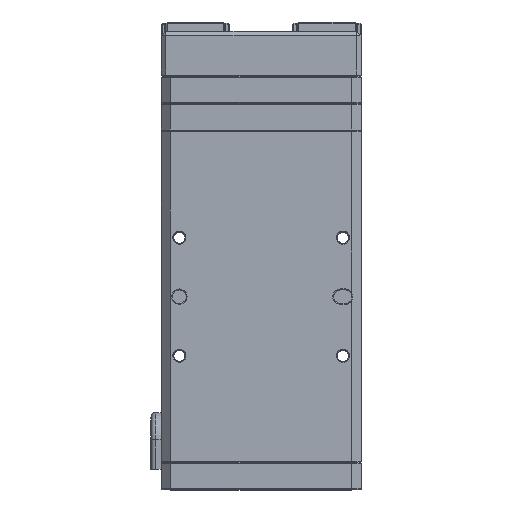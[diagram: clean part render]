
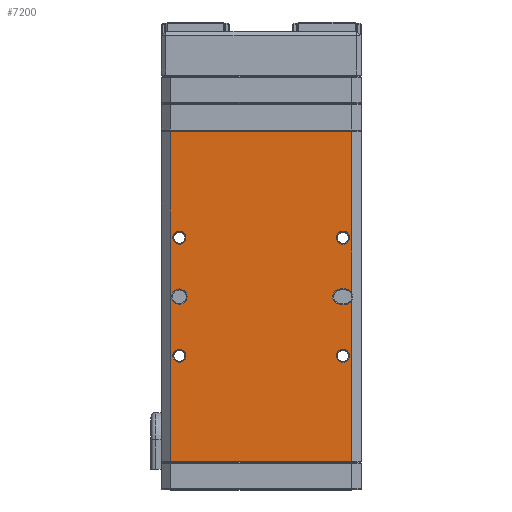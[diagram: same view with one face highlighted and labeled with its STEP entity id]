
A CAD part, top view. The second image highlights one B-rep face of the part: STEP entity #7200.
In plain terms, the highlighted planar face has unit normal (0, 0, 1).
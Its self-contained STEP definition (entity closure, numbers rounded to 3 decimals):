
#71 = CARTESIAN_POINT ( 'NONE',  ( -19.45, -13., 17. ) ) ;
#709 = DIRECTION ( 'NONE',  ( 0., 0., -1. ) ) ;
#744 = EDGE_CURVE ( 'NONE', #19490, #2848, #14076, .T. ) ;
#751 = CARTESIAN_POINT ( 'NONE',  ( 17.5, -1.7, 17. ) ) ;
#977 = DIRECTION ( 'NONE',  ( -1., 0., 0. ) ) ;
#978 = DIRECTION ( 'NONE',  ( 0., 0., -1. ) ) ;
#1015 = FACE_BOUND ( 'NONE', #18132, .T. ) ;
#1187 = VERTEX_POINT ( 'NONE', #16561 ) ;
#1220 = VERTEX_POINT ( 'NONE', #6489 ) ;
#1459 = ORIENTED_EDGE ( 'NONE', *, *, #5523, .T. ) ;
#1724 = VERTEX_POINT ( 'NONE', #21229 ) ;
#1846 = AXIS2_PLACEMENT_3D ( 'NONE', #10882, #978, #12533 ) ;
#2042 = CARTESIAN_POINT ( 'NONE',  ( 17.5, 1.7, 17. ) ) ;
#2188 = CARTESIAN_POINT ( 'NONE',  ( 20., -36.3, 17. ) ) ;
#2482 = CARTESIAN_POINT ( 'NONE',  ( -20., -36.3, 17. ) ) ;
#2525 = VERTEX_POINT ( 'NONE', #71 ) ;
#2573 = LINE ( 'NONE', #19638, #19128 ) ;
#2623 = CARTESIAN_POINT ( 'NONE',  ( -22., 1.7, 17. ) ) ;
#2653 = DIRECTION ( 'NONE',  ( 0., 1., 0. ) ) ;
#2794 = CARTESIAN_POINT ( 'NONE',  ( -22., 36.5, 17. ) ) ;
#2848 = VERTEX_POINT ( 'NONE', #2042 ) ;
#3115 = ORIENTED_EDGE ( 'NONE', *, *, #5899, .T. ) ;
#3207 = CARTESIAN_POINT ( 'NONE',  ( 20., 0.8, 17. ) ) ;
#3787 = CARTESIAN_POINT ( 'NONE',  ( -18., 0., 17. ) ) ;
#3794 = CIRCLE ( 'NONE', #7524, 1.7 ) ;
#3823 = LINE ( 'NONE', #4366, #15959 ) ;
#4139 = ORIENTED_EDGE ( 'NONE', *, *, #10101, .T. ) ;
#4191 = DIRECTION ( 'NONE',  ( 0., 0., -1. ) ) ;
#4366 = CARTESIAN_POINT ( 'NONE',  ( -22., -1.7, 17. ) ) ;
#4526 = DIRECTION ( 'NONE',  ( 0., 0., -1. ) ) ;
#4636 = VECTOR ( 'NONE', #2653, 1000. ) ;
#4780 = CARTESIAN_POINT ( 'NONE',  ( -22., -36.3, 17. ) ) ;
#4874 = FACE_BOUND ( 'NONE', #16236, .T. ) ;
#5072 = VERTEX_POINT ( 'NONE', #16975 ) ;
#5320 = VECTOR ( 'NONE', #19316, 1000. ) ;
#5453 = DIRECTION ( 'NONE',  ( -1., 0., 0. ) ) ;
#5523 = EDGE_CURVE ( 'NONE', #14864, #1724, #2573, .T. ) ;
#5899 = EDGE_CURVE ( 'NONE', #19407, #5072, #12917, .T. ) ;
#5937 = CARTESIAN_POINT ( 'NONE',  ( -18., -13., 17. ) ) ;
#5955 = ORIENTED_EDGE ( 'NONE', *, *, #9604, .T. ) ;
#6150 = EDGE_CURVE ( 'NONE', #9090, #14864, #9800, .T. ) ;
#6400 = AXIS2_PLACEMENT_3D ( 'NONE', #3787, #15352, #5453 ) ;
#6483 = EDGE_LOOP ( 'NONE', ( #16805 ) ) ;
#6489 = CARTESIAN_POINT ( 'NONE',  ( 16.55, 13., 17. ) ) ;
#6901 = AXIS2_PLACEMENT_3D ( 'NONE', #10594, #709, #12261 ) ;
#7011 = AXIS2_PLACEMENT_3D ( 'NONE', #17233, #7328, #18897 ) ;
#7200 = ADVANCED_FACE ( 'NONE', ( #13687, #4874, #1015, #17561, #9284, #13157 ), #14425, .F. ) ;
#7328 = DIRECTION ( 'NONE',  ( 0., 0., -1. ) ) ;
#7388 = CARTESIAN_POINT ( 'NONE',  ( 18.5, -1.7, 17. ) ) ;
#7442 = VERTEX_POINT ( 'NONE', #16553 ) ;
#7524 = AXIS2_PLACEMENT_3D ( 'NONE', #14102, #4191, #15738 ) ;
#7565 = CARTESIAN_POINT ( 'NONE',  ( 17.5, 0., 17. ) ) ;
#7597 = DIRECTION ( 'NONE',  ( -1., 0., 0. ) ) ;
#7802 = EDGE_CURVE ( 'NONE', #1187, #9090, #16491, .T. ) ;
#8262 = CARTESIAN_POINT ( 'NONE',  ( 20., 36.3, 17. ) ) ;
#8754 = EDGE_CURVE ( 'NONE', #5072, #11781, #3794, .T. ) ;
#9048 = ORIENTED_EDGE ( 'NONE', *, *, #8754, .T. ) ;
#9090 = VERTEX_POINT ( 'NONE', #3207 ) ;
#9224 = DIRECTION ( 'NONE',  ( -1., 0., 0. ) ) ;
#9241 = VERTEX_POINT ( 'NONE', #15031 ) ;
#9284 = FACE_BOUND ( 'NONE', #11764, .T. ) ;
#9399 = AXIS2_PLACEMENT_3D ( 'NONE', #20775, #10880, #977 ) ;
#9405 = CARTESIAN_POINT ( 'NONE',  ( -20., 36.5, 17. ) ) ;
#9547 = EDGE_CURVE ( 'NONE', #7442, #7442, #18571, .T. ) ;
#9604 = EDGE_CURVE ( 'NONE', #11781, #19490, #3823, .T. ) ;
#9800 = LINE ( 'NONE', #18082, #13712 ) ;
#9980 = ORIENTED_EDGE ( 'NONE', *, *, #6150, .T. ) ;
#10093 = ORIENTED_EDGE ( 'NONE', *, *, #18402, .T. ) ;
#10101 = EDGE_CURVE ( 'NONE', #2525, #2525, #10519, .T. ) ;
#10126 = EDGE_CURVE ( 'NONE', #2848, #1187, #18272, .T. ) ;
#10519 = CIRCLE ( 'NONE', #18769, 1.45 ) ;
#10594 = CARTESIAN_POINT ( 'NONE',  ( 18., 13., 17. ) ) ;
#10690 = ORIENTED_EDGE ( 'NONE', *, *, #7802, .T. ) ;
#10880 = DIRECTION ( 'NONE',  ( 0., 0., -1. ) ) ;
#10882 = CARTESIAN_POINT ( 'NONE',  ( 18., -13., 17. ) ) ;
#11263 = VECTOR ( 'NONE', #13100, 1000. ) ;
#11731 = EDGE_CURVE ( 'NONE', #9241, #9241, #12036, .T. ) ;
#11764 = EDGE_LOOP ( 'NONE', ( #12551 ) ) ;
#11781 = VERTEX_POINT ( 'NONE', #7388 ) ;
#12036 = CIRCLE ( 'NONE', #7011, 1.45 ) ;
#12261 = DIRECTION ( 'NONE',  ( -1., 0., 0. ) ) ;
#12533 = DIRECTION ( 'NONE',  ( -1., 0., 0. ) ) ;
#12541 = CARTESIAN_POINT ( 'NONE',  ( 20., 36.5, 17. ) ) ;
#12551 = ORIENTED_EDGE ( 'NONE', *, *, #9547, .T. ) ;
#12598 = CIRCLE ( 'NONE', #6901, 1.45 ) ;
#12917 = LINE ( 'NONE', #12541, #4636 ) ;
#13100 = DIRECTION ( 'NONE',  ( 1., 0., 0. ) ) ;
#13157 = FACE_OUTER_BOUND ( 'NONE', #20956, .T. ) ;
#13687 = FACE_BOUND ( 'NONE', #6483, .T. ) ;
#13712 = VECTOR ( 'NONE', #21341, 1000. ) ;
#14006 = ORIENTED_EDGE ( 'NONE', *, *, #10126, .T. ) ;
#14076 = CIRCLE ( 'NONE', #17798, 1.7 ) ;
#14102 = CARTESIAN_POINT ( 'NONE',  ( 18.5, 0., 17. ) ) ;
#14340 = DIRECTION ( 'NONE',  ( -1., 0., 0. ) ) ;
#14422 = ORIENTED_EDGE ( 'NONE', *, *, #14499, .T. ) ;
#14425 = PLANE ( 'NONE',  #14647 ) ;
#14499 = EDGE_CURVE ( 'NONE', #1220, #1220, #12598, .T. ) ;
#14647 = AXIS2_PLACEMENT_3D ( 'NONE', #2794, #4526, #16087 ) ;
#14818 = EDGE_CURVE ( 'NONE', #21414, #19407, #20089, .T. ) ;
#14864 = VERTEX_POINT ( 'NONE', #8262 ) ;
#14914 = VECTOR ( 'NONE', #19171, 1000. ) ;
#15031 = CARTESIAN_POINT ( 'NONE',  ( -19.45, 13., 17. ) ) ;
#15352 = DIRECTION ( 'NONE',  ( 0., 0., -1. ) ) ;
#15738 = DIRECTION ( 'NONE',  ( -1., 0., 0. ) ) ;
#15959 = VECTOR ( 'NONE', #14340, 1000. ) ;
#16087 = DIRECTION ( 'NONE',  ( -1., 0., 0. ) ) ;
#16236 = EDGE_LOOP ( 'NONE', ( #14422 ) ) ;
#16491 = CIRCLE ( 'NONE', #9399, 1.7 ) ;
#16534 = CARTESIAN_POINT ( 'NONE',  ( -19.7, 0., 17. ) ) ;
#16553 = CARTESIAN_POINT ( 'NONE',  ( 16.55, -13., 17. ) ) ;
#16561 = CARTESIAN_POINT ( 'NONE',  ( 18.5, 1.7, 17. ) ) ;
#16805 = ORIENTED_EDGE ( 'NONE', *, *, #17268, .T. ) ;
#16975 = CARTESIAN_POINT ( 'NONE',  ( 20., -0.8, 17. ) ) ;
#17233 = CARTESIAN_POINT ( 'NONE',  ( -18., 13., 17. ) ) ;
#17268 = EDGE_CURVE ( 'NONE', #20093, #20093, #18831, .T. ) ;
#17504 = DIRECTION ( 'NONE',  ( 0., 0., -1. ) ) ;
#17561 = FACE_BOUND ( 'NONE', #18111, .T. ) ;
#17798 = AXIS2_PLACEMENT_3D ( 'NONE', #7565, #19140, #9224 ) ;
#18082 = CARTESIAN_POINT ( 'NONE',  ( 20., 36.5, 17. ) ) ;
#18111 = EDGE_LOOP ( 'NONE', ( #4139 ) ) ;
#18132 = EDGE_LOOP ( 'NONE', ( #20492 ) ) ;
#18272 = LINE ( 'NONE', #2623, #14914 ) ;
#18402 = EDGE_CURVE ( 'NONE', #1724, #21414, #18510, .T. ) ;
#18510 = LINE ( 'NONE', #9405, #5320 ) ;
#18571 = CIRCLE ( 'NONE', #1846, 1.45 ) ;
#18769 = AXIS2_PLACEMENT_3D ( 'NONE', #5937, #17504, #7597 ) ;
#18831 = CIRCLE ( 'NONE', #6400, 1.7 ) ;
#18897 = DIRECTION ( 'NONE',  ( -1., 0., 0. ) ) ;
#19128 = VECTOR ( 'NONE', #19706, 1000. ) ;
#19140 = DIRECTION ( 'NONE',  ( 0., 0., -1. ) ) ;
#19171 = DIRECTION ( 'NONE',  ( 1., 0., 0. ) ) ;
#19316 = DIRECTION ( 'NONE',  ( 0., -1., 0. ) ) ;
#19407 = VERTEX_POINT ( 'NONE', #2188 ) ;
#19490 = VERTEX_POINT ( 'NONE', #751 ) ;
#19638 = CARTESIAN_POINT ( 'NONE',  ( -20., 36.3, 17. ) ) ;
#19706 = DIRECTION ( 'NONE',  ( -1., 0., 0. ) ) ;
#20089 = LINE ( 'NONE', #4780, #11263 ) ;
#20093 = VERTEX_POINT ( 'NONE', #16534 ) ;
#20114 = ORIENTED_EDGE ( 'NONE', *, *, #14818, .T. ) ;
#20492 = ORIENTED_EDGE ( 'NONE', *, *, #11731, .T. ) ;
#20775 = CARTESIAN_POINT ( 'NONE',  ( 18.5, 0., 17. ) ) ;
#20956 = EDGE_LOOP ( 'NONE', ( #14006, #10690, #9980, #1459, #10093, #20114, #3115, #9048, #5955, #21159 ) ) ;
#21159 = ORIENTED_EDGE ( 'NONE', *, *, #744, .T. ) ;
#21229 = CARTESIAN_POINT ( 'NONE',  ( -20., 36.3, 17. ) ) ;
#21341 = DIRECTION ( 'NONE',  ( 0., 1., 0. ) ) ;
#21414 = VERTEX_POINT ( 'NONE', #2482 ) ;
